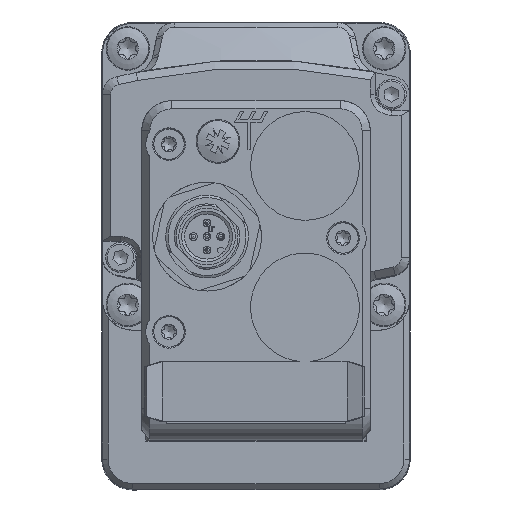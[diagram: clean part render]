
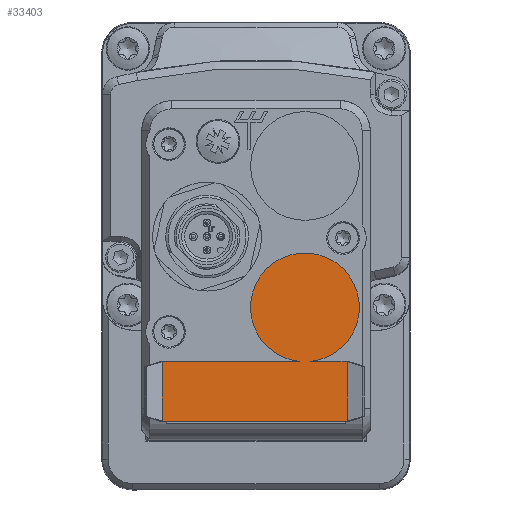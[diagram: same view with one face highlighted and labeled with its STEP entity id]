
A CAD part, top view. The second image highlights one B-rep face of the part: STEP entity #33403.
In plain terms, the highlighted planar face has unit normal (0, 0, 1).
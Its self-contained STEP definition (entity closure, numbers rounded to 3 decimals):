
#2248=PLANE('',#35509);
#3143=FACE_OUTER_BOUND('',#4994,.T.);
#4994=EDGE_LOOP('',(#22002,#22003,#22004,#22005,#22006,#22007));
#7104=LINE('',#46705,#9728);
#7105=LINE('',#46707,#9729);
#7106=LINE('',#46709,#9730);
#7107=LINE('',#46711,#9731);
#7108=LINE('',#46712,#9732);
#9728=VECTOR('',#38797,10.);
#9729=VECTOR('',#38798,10.);
#9730=VECTOR('',#38799,10.);
#9731=VECTOR('',#38800,10.);
#9732=VECTOR('',#38801,10.);
#12271=CIRCLE('',#35510,10.);
#13377=VERTEX_POINT('',#46701);
#13378=VERTEX_POINT('',#46702);
#13379=VERTEX_POINT('',#46704);
#13380=VERTEX_POINT('',#46706);
#13381=VERTEX_POINT('',#46708);
#13382=VERTEX_POINT('',#46710);
#16751=EDGE_CURVE('',#13377,#13378,#12271,.T.);
#16752=EDGE_CURVE('',#13378,#13379,#7104,.T.);
#16753=EDGE_CURVE('',#13379,#13380,#7105,.T.);
#16754=EDGE_CURVE('',#13380,#13381,#7106,.T.);
#16755=EDGE_CURVE('',#13381,#13382,#7107,.T.);
#16756=EDGE_CURVE('',#13382,#13377,#7108,.T.);
#22002=ORIENTED_EDGE('',*,*,#16751,.T.);
#22003=ORIENTED_EDGE('',*,*,#16752,.T.);
#22004=ORIENTED_EDGE('',*,*,#16753,.T.);
#22005=ORIENTED_EDGE('',*,*,#16754,.T.);
#22006=ORIENTED_EDGE('',*,*,#16755,.T.);
#22007=ORIENTED_EDGE('',*,*,#16756,.T.);
#33403=ADVANCED_FACE('',(#3143),#2248,.F.);
#35509=AXIS2_PLACEMENT_3D('',#46700,#38793,#38794);
#35510=AXIS2_PLACEMENT_3D('',#46703,#38795,#38796);
#38793=DIRECTION('center_axis',(0.,0.,
-1.));
#38794=DIRECTION('ref_axis',(1.,0.,0.));
#38795=DIRECTION('center_axis',(0.,0.,
1.));
#38796=DIRECTION('ref_axis',(1.,0.,0.));
#38797=DIRECTION('',(-1.,0.,0.));
#38798=DIRECTION('',(0.,-1.,0.));
#38799=DIRECTION('',(1.,0.,0.));
#38800=DIRECTION('',(0.,1.,0.));
#38801=DIRECTION('',(-1.,0.,0.));
#46700=CARTESIAN_POINT('Origin',(9.,-24.2,107.));
#46701=CARTESIAN_POINT('',(9.999,-34.15,107.));
#46702=CARTESIAN_POINT('',(8.001,-34.15,107.));
#46703=CARTESIAN_POINT('Origin',(9.,-24.2,107.));
#46704=CARTESIAN_POINT('',(-17.25,-34.15,107.));
#46705=CARTESIAN_POINT('',(-17.25,-34.15,107.));
#46706=CARTESIAN_POINT('',(-17.25,-45.15,107.));
#46707=CARTESIAN_POINT('',(-17.25,-45.15,107.));
#46708=CARTESIAN_POINT('',(16.75,-45.15,107.));
#46709=CARTESIAN_POINT('',(16.75,-45.15,107.));
#46710=CARTESIAN_POINT('',(16.75,-34.15,107.));
#46711=CARTESIAN_POINT('',(16.75,-34.15,107.));
#46712=CARTESIAN_POINT('',(-17.25,-34.15,107.));
